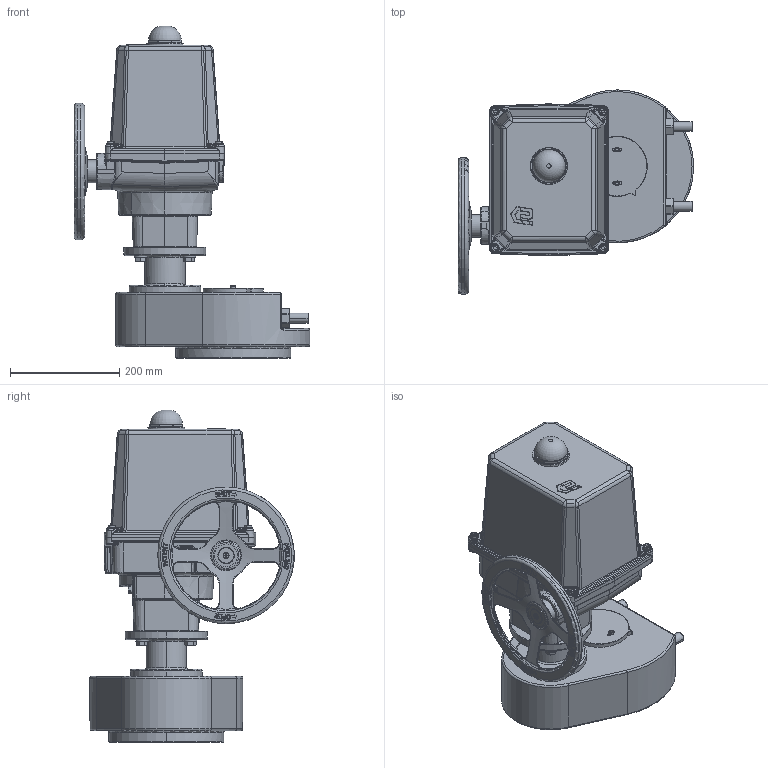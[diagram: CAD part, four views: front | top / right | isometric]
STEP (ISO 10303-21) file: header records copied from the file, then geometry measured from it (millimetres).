
FILE_DESCRIPTION(('HOOPS Exchange Step'),'2;1');
FILE_NAME('AN0300_3003.stp','2025-06-27T15:01:59+02:00',('nieru'),('Unknown organisation'),'HOOPS Exchange 2024.2','HOOPS Exchange','Unknown authorisation');
FILE_SCHEMA( ('AP203_CONFIGURATION_CONTROLLED_3D_DESIGN_OF_MECHANICAL_PARTS_AND_ASSEMBLIES_MIM_LF') );
Length unit declared in the file: millimetre
Products named in the file (6): 0; root
Assembly tree (5 placements, depth 3):
  root
    0
      0
      0
      0
      0
Bounding box: 430.8 x 374.18 x 607.7 mm (x, y, z)
Volume: 21960209.7 mm3; surface area: 1108617.5 mm2
Topology: 33 solids, 34 shells, 3505 faces, 8575 edges, 5143 vertices
Faces by surface type: cylinder 1333, plane 677, bspline 632, torus 604, cone 186, sphere 73
Full cylindrical faces by diameter (mm): 3.1 x1, 3.219 x1, 6 x1, 9.191 x1, 10.106 x4, 10.5 x1, 15.875 x1, 16 x1, 20 x3, 24 x2, 30 x1, 42 x4, 55 x2, 58.632 x1, 59.415 x1, 60.2 x1, 74.53 x1, 85 x1, 230 x1, 246 x1, 250 x1
Entity records: 241345 total; most frequent: CARTESIAN_POINT 164514, ORIENTED_EDGE 16944, DIRECTION 14416, EDGE_CURVE 8472, AXIS2_PLACEMENT_3D 5833, VERTEX_POINT 5143, EDGE_LOOP 3657, FACE_BOUND 3657
